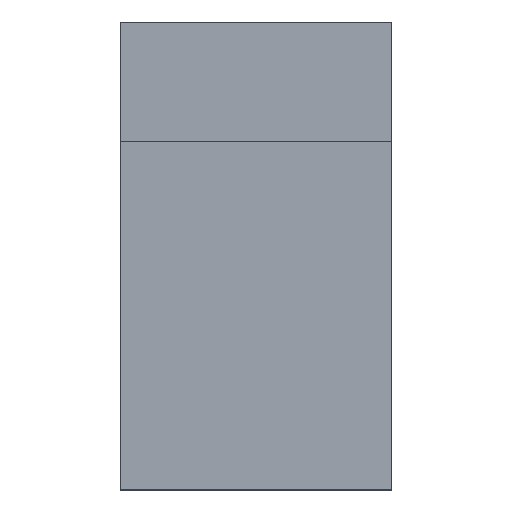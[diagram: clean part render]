
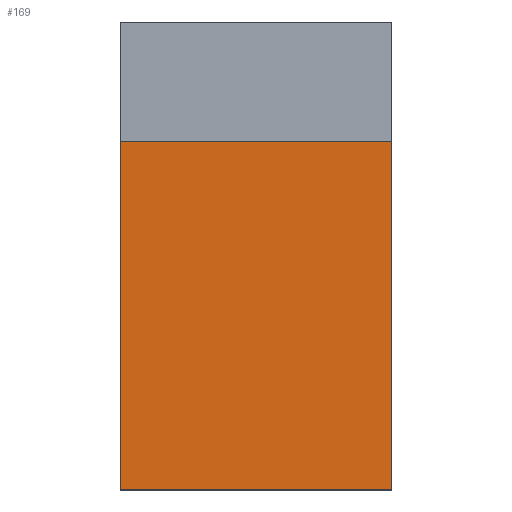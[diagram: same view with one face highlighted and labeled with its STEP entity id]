
A CAD part, top view. The second image highlights one B-rep face of the part: STEP entity #169.
In plain terms, the highlighted planar face has unit normal (0, 0, 1).
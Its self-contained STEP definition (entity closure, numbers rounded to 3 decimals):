
#83=CARTESIAN_POINT('',(0.,32.,9.0));
#84=VERTEX_POINT('',#83);
#91=CARTESIAN_POINT('',(25.,32.,9.0));
#92=VERTEX_POINT('',#91);
#93=CARTESIAN_POINT('',(25.,32.,9.0));
#94=DIRECTION('',(-1.0,0.0,0.0));
#95=VECTOR('',#94,25.);
#96=LINE('',#93,#95);
#97=EDGE_CURVE('',#92,#84,#96,.T.);
#139=CARTESIAN_POINT('',(12.5,21.5,9.0));
#140=DIRECTION('',(0.0,0.0,1.0));
#141=DIRECTION('',(1.0,0.0,0.0));
#142=AXIS2_PLACEMENT_3D('',#139,#140,#141);
#143=PLANE('',#142);
#144=ORIENTED_EDGE('',*,*,#97,.T.);
#145=CARTESIAN_POINT('',(0.0,0.0,9.0));
#146=VERTEX_POINT('',#145);
#147=CARTESIAN_POINT('',(0.,0.0,9.0));
#148=DIRECTION('',(0.0,1.0,0.0));
#149=VECTOR('',#148,32.);
#150=LINE('',#147,#149);
#151=EDGE_CURVE('',#146,#84,#150,.T.);
#152=ORIENTED_EDGE('',*,*,#151,.F.);
#153=CARTESIAN_POINT('',(25.0,0.0,9.0));
#154=VERTEX_POINT('',#153);
#155=CARTESIAN_POINT('',(25.0,0.0,9.0));
#156=DIRECTION('',(-1.0,0.0,0.0));
#157=VECTOR('',#156,25.0);
#158=LINE('',#155,#157);
#159=EDGE_CURVE('',#154,#146,#158,.T.);
#160=ORIENTED_EDGE('',*,*,#159,.F.);
#161=CARTESIAN_POINT('',(25.,32.,9.0));
#162=DIRECTION('',(0.0,-1.0,0.0));
#163=VECTOR('',#162,32.);
#164=LINE('',#161,#163);
#165=EDGE_CURVE('',#92,#154,#164,.T.);
#166=ORIENTED_EDGE('',*,*,#165,.F.);
#167=EDGE_LOOP('',(#144,#152,#160,#166));
#168=FACE_OUTER_BOUND('',#167,.T.);
#169=ADVANCED_FACE('',(#168),#143,.T.);
